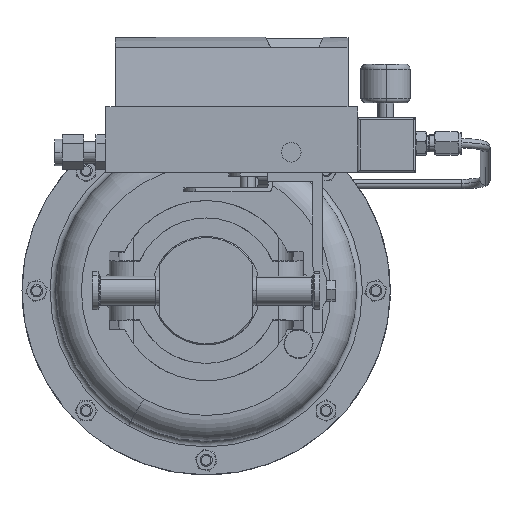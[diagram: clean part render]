
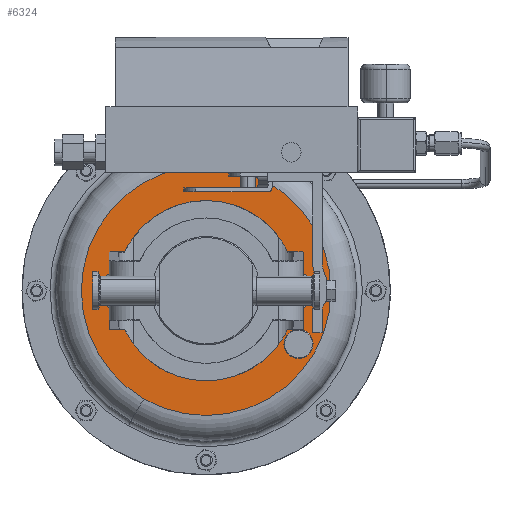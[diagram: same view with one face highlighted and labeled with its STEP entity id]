
A CAD part, front view. The second image highlights one B-rep face of the part: STEP entity #6324.
In plain terms, the highlighted planar face has unit normal (0, -1, 0).
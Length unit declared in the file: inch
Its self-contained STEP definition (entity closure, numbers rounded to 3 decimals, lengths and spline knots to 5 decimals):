
#863 = CIRCLE ( 'NONE', #6376, 3.219 ) ;
#1020 = ORIENTED_EDGE ( 'NONE', *, *, #5076, .F. ) ;
#1083 = EDGE_LOOP ( 'NONE', ( #31568, #26139 ) ) ;
#1286 = DIRECTION ( 'NONE',  ( 0.5, 0., 0.866 ) ) ;
#2767 = CARTESIAN_POINT ( 'NONE',  ( 2.38157, 10.4865, -1.375 ) ) ;
#4947 = EDGE_CURVE ( 'Defeatured_3_2+Defeatured_3_305+Defeatured_3_305+Defeatured_3_305', #17301, #31794, #28863, .T. ) ;
#5076 = EDGE_CURVE ( 'Defeatured_3_3+Defeatured_3_2+Defeatured_3_2+Defeatured_3_2', #30571, #21016, #863, .T. ) ;
#6264 = AXIS2_PLACEMENT_3D ( 'NONE', #11080, #23608, #1286 ) ;
#6324 = ADVANCED_FACE ( 'Defeatured_3_2', ( #12886, #21048 ), #20503, .T. ) ;
#6376 = AXIS2_PLACEMENT_3D ( 'NONE', #31033, #11057, #6386 ) ;
#6386 = DIRECTION ( 'NONE',  ( 0.5, 0., 0.866 ) ) ;
#7754 = CIRCLE ( 'NONE', #6264, 3.219 ) ;
#8273 = AXIS2_PLACEMENT_3D ( 'NONE', #18316, #27817, #23217 ) ;
#8848 = ORIENTED_EDGE ( 'NONE', *, *, #28044, .F. ) ;
#9711 = AXIS2_PLACEMENT_3D ( 'NONE', #10980, #25180, #19300 ) ;
#10980 = CARTESIAN_POINT ( 'NONE',  ( 2.38157, 10.4865, -1.375 ) ) ;
#11057 = DIRECTION ( 'NONE',  ( 0., 1., 0. ) ) ;
#11080 = CARTESIAN_POINT ( 'NONE',  ( 0., 10.4865, 0. ) ) ;
#12886 = FACE_BOUND ( 'NONE', #1083, .T. ) ;
#17301 = VERTEX_POINT ( 'NONE', #26971 ) ;
#18316 = CARTESIAN_POINT ( 'NONE',  ( 2.78774, 10.4865, -1.6095 ) ) ;
#19300 = DIRECTION ( 'NONE',  ( -0.061, 0., 0.998 ) ) ;
#20503 = PLANE ( 'NONE',  #8273 ) ;
#20696 = CARTESIAN_POINT ( 'NONE',  ( 2.35858, 10.4865, -1.00071 ) ) ;
#21016 = VERTEX_POINT ( 'NONE', #28324 ) ;
#21048 = FACE_OUTER_BOUND ( 'NONE', #26381, .T. ) ;
#23217 = DIRECTION ( 'NONE',  ( -0.5, 0., -0.866 ) ) ;
#23374 = CIRCLE ( 'NONE', #29099, 0.375 ) ;
#23608 = DIRECTION ( 'NONE',  ( 0., 1., 0. ) ) ;
#25180 = DIRECTION ( 'NONE',  ( 0., 1., 0. ) ) ;
#26139 = ORIENTED_EDGE ( 'NONE', *, *, #4947, .T. ) ;
#26178 = EDGE_CURVE ( 'Defeatured_3_2+Defeatured_3_305+Defeatured_3_305+Defeatured_3_305', #31794, #17301, #23374, .T. ) ;
#26381 = EDGE_LOOP ( 'NONE', ( #8848, #1020 ) ) ;
#26971 = CARTESIAN_POINT ( 'NONE',  ( 2.40456, 10.4865, -1.74929 ) ) ;
#27513 = DIRECTION ( 'NONE',  ( 0., 1., 0. ) ) ;
#27817 = DIRECTION ( 'NONE',  ( 0., -1., 0. ) ) ;
#28044 = EDGE_CURVE ( 'Defeatured_3_3+Defeatured_3_2+Defeatured_3_2+Defeatured_3_2', #21016, #30571, #7754, .T. ) ;
#28324 = CARTESIAN_POINT ( 'NONE',  ( 1.6095, 10.4865, 2.78774 ) ) ;
#28863 = CIRCLE ( 'NONE', #9711, 0.375 ) ;
#28880 = CARTESIAN_POINT ( 'NONE',  ( -1.6095, 10.4865, -2.78774 ) ) ;
#29099 = AXIS2_PLACEMENT_3D ( 'NONE', #2767, #27513, #30051 ) ;
#30051 = DIRECTION ( 'NONE',  ( -0.061, 0., 0.998 ) ) ;
#30571 = VERTEX_POINT ( 'NONE', #28880 ) ;
#31033 = CARTESIAN_POINT ( 'NONE',  ( 0., 10.4865, 0. ) ) ;
#31568 = ORIENTED_EDGE ( 'NONE', *, *, #26178, .T. ) ;
#31794 = VERTEX_POINT ( 'NONE', #20696 ) ;
